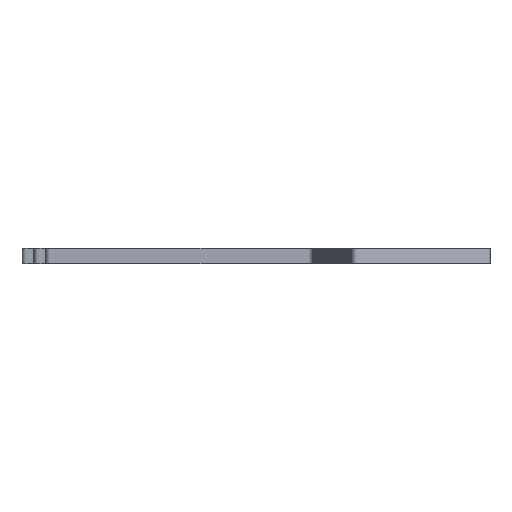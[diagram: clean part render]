
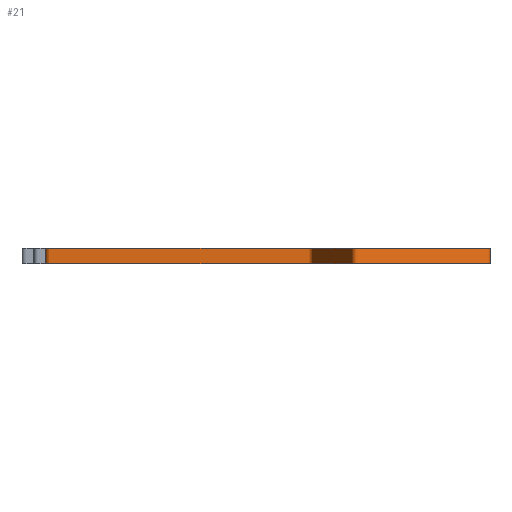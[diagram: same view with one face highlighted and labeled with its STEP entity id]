
A CAD part, left-side view. The second image highlights one B-rep face of the part: STEP entity #21.
In plain terms, the highlighted free-form (B-spline) face has degree [1, 2] with [2, 27] control points.
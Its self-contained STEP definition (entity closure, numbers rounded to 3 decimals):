
#21=ADVANCED_FACE('',(#90),#704,.T.);
#90=FACE_OUTER_BOUND('',#159,.T.);
#159=EDGE_LOOP('',(#276,#277,#278,#279));
#276=ORIENTED_EDGE('',*,*,#426,.F.);
#277=ORIENTED_EDGE('',*,*,#425,.T.);
#278=ORIENTED_EDGE('',*,*,#414,.T.);
#279=ORIENTED_EDGE('',*,*,#424,.F.);
#414=EDGE_CURVE('',#649,#614,#507,.T.);
#424=EDGE_CURVE('',#613,#614,#517,.T.);
#425=EDGE_CURVE('',#648,#649,#518,.T.);
#426=EDGE_CURVE('',#648,#613,#519,.T.);
#507=(
BOUNDED_CURVE()
B_SPLINE_CURVE(1,(#3676,#3677),.UNSPECIFIED.,.F.,.F.)
B_SPLINE_CURVE_WITH_KNOTS((2,2),(-1.,0.),.UNSPECIFIED.)
CURVE()
GEOMETRIC_REPRESENTATION_ITEM()
RATIONAL_B_SPLINE_CURVE((1.,1.))
REPRESENTATION_ITEM('')
);
#517=(
BOUNDED_CURVE()
B_SPLINE_CURVE(2,(#3734,#3735,#3736,#3737,#3738,#3739,#3740,#3741,#3742,
#3743,#3744,#3745,#3746,#3747,#3748,#3749,#3750,#3751,#3752,#3753,#3754,
#3755,#3756,#3757,#3758,#3759,#3760),.UNSPECIFIED.,.F.,.F.)
B_SPLINE_CURVE_WITH_KNOTS((3,2,2,2,2,2,2,2,2,2,2,2,2,3),(-125.141,
-119.023,-118.417,-100.852,-100.457,
-93.824,-93.217,-83.585,-82.979,
-76.653,-76.558,-63.88,-63.569,
-57.274),.UNSPECIFIED.)
CURVE()
GEOMETRIC_REPRESENTATION_ITEM()
RATIONAL_B_SPLINE_CURVE((1.,1.,1.,0.707,1.,1.,1.,0.838,
1.,1.,1.,0.707,1.,1.,1.,0.707,1.,1.,1.,0.988,
1.,1.,1.,0.89,1.,1.,1.))
REPRESENTATION_ITEM('')
);
#518=(
BOUNDED_CURVE()
B_SPLINE_CURVE(2,(#3761,#3762,#3763,#3764,#3765,#3766,#3767,#3768,#3769,
#3770,#3771,#3772,#3773,#3774,#3775,#3776,#3777,#3778,#3779,#3780,#3781,
#3782,#3783,#3784,#3785,#3786,#3787),.UNSPECIFIED.,.F.,.F.)
B_SPLINE_CURVE_WITH_KNOTS((3,2,2,2,2,2,2,2,2,2,2,2,2,3),(-125.141,
-119.023,-118.417,-100.852,-100.457,
-93.824,-93.217,-83.585,-82.979,
-76.653,-76.558,-63.88,-63.569,
-57.274),.UNSPECIFIED.)
CURVE()
GEOMETRIC_REPRESENTATION_ITEM()
RATIONAL_B_SPLINE_CURVE((1.,1.,1.,0.707,1.,1.,1.,0.838,
1.,1.,1.,0.707,1.,1.,1.,0.707,1.,1.,1.,0.988,
1.,1.,1.,0.89,1.,1.,1.))
REPRESENTATION_ITEM('')
);
#519=(
BOUNDED_CURVE()
B_SPLINE_CURVE(1,(#3788,#3789),.UNSPECIFIED.,.F.,.F.)
B_SPLINE_CURVE_WITH_KNOTS((2,2),(-1.,0.),.UNSPECIFIED.)
CURVE()
GEOMETRIC_REPRESENTATION_ITEM()
RATIONAL_B_SPLINE_CURVE((1.,1.))
REPRESENTATION_ITEM('')
);
#613=VERTEX_POINT('',#3549);
#614=VERTEX_POINT('',#3550);
#648=VERTEX_POINT('',#3584);
#649=VERTEX_POINT('',#3585);
#704=(
BOUNDED_SURFACE()
B_SPLINE_SURFACE(1,2,((#837,#838,#839,#840,#841,#842,#843,#844,#845,#846,
#847,#848,#849,#850,#851,#852,#853,#854,#855,#856,#857,#858,#859,#860,#861,
#862,#863),(#864,#865,#866,#867,#868,#869,#870,#871,#872,#873,#874,#875,
#876,#877,#878,#879,#880,#881,#882,#883,#884,#885,#886,#887,#888,#889,#890)),
 .UNSPECIFIED.,.F.,.F.,.F.)
B_SPLINE_SURFACE_WITH_KNOTS((2,2),(3,2,2,2,2,2,2,2,2,2,2,2,2,3),(0.,1.),
(-125.141,-119.023,-118.417,-100.852,
-100.457,-93.824,-93.217,-83.585,
-82.979,-76.653,-76.558,-63.88,
-63.569,-57.274),.UNSPECIFIED.)
GEOMETRIC_REPRESENTATION_ITEM()
RATIONAL_B_SPLINE_SURFACE(((1.,1.,1.,0.707,1.,1.,1.,0.838,
1.,1.,1.,0.707,1.,1.,1.,0.707,1.,1.,1.,0.988,
1.,1.,1.,0.89,1.,1.,1.),(1.,1.,1.,0.707,1.,1.,
1.,0.838,1.,1.,1.,0.707,1.,1.,1.,0.707,
1.,1.,1.,0.988,1.,1.,1.,0.89,1.,1.,1.)))
REPRESENTATION_ITEM('')
SURFACE()
);
#837=CARTESIAN_POINT('',(308.752,132.385,9.28));
#838=CARTESIAN_POINT('',(299.677,132.385,9.28));
#839=CARTESIAN_POINT('',(290.602,132.385,9.28));
#840=CARTESIAN_POINT('',(289.702,132.385,9.28));
#841=CARTESIAN_POINT('',(289.702,131.485,9.28));
#842=CARTESIAN_POINT('',(289.702,105.43,9.28));
#843=CARTESIAN_POINT('',(289.702,79.375,9.28));
#844=CARTESIAN_POINT('',(289.702,78.789,9.28));
#845=CARTESIAN_POINT('',(289.166,78.552,9.28));
#846=CARTESIAN_POINT('',(280.169,74.569,9.28));
#847=CARTESIAN_POINT('',(271.172,70.585,9.28));
#848=CARTESIAN_POINT('',(270.349,70.221,9.28));
#849=CARTESIAN_POINT('',(270.713,69.398,9.28));
#850=CARTESIAN_POINT('',(276.497,56.333,9.28));
#851=CARTESIAN_POINT('',(282.281,43.269,9.28));
#852=CARTESIAN_POINT('',(282.645,42.446,9.28));
#853=CARTESIAN_POINT('',(283.468,42.81,9.28));
#854=CARTESIAN_POINT('',(292.048,46.609,9.28));
#855=CARTESIAN_POINT('',(300.628,50.408,9.28));
#856=CARTESIAN_POINT('',(300.758,50.465,9.28));
#857=CARTESIAN_POINT('',(300.899,50.48,9.28));
#858=CARTESIAN_POINT('',(319.602,52.436,9.28));
#859=CARTESIAN_POINT('',(338.305,54.392,9.28));
#860=CARTESIAN_POINT('',(338.764,54.44,9.28));
#861=CARTESIAN_POINT('',(338.992,54.84,9.28));
#862=CARTESIAN_POINT('',(343.625,62.948,9.28));
#863=CARTESIAN_POINT('',(348.258,71.055,9.28));
#864=CARTESIAN_POINT('',(308.752,132.385,6.13));
#865=CARTESIAN_POINT('',(299.677,132.385,6.13));
#866=CARTESIAN_POINT('',(290.602,132.385,6.13));
#867=CARTESIAN_POINT('',(289.702,132.385,6.13));
#868=CARTESIAN_POINT('',(289.702,131.485,6.13));
#869=CARTESIAN_POINT('',(289.702,105.43,6.13));
#870=CARTESIAN_POINT('',(289.702,79.375,6.13));
#871=CARTESIAN_POINT('',(289.702,78.789,6.13));
#872=CARTESIAN_POINT('',(289.166,78.552,6.13));
#873=CARTESIAN_POINT('',(280.169,74.569,6.13));
#874=CARTESIAN_POINT('',(271.172,70.585,6.13));
#875=CARTESIAN_POINT('',(270.349,70.221,6.13));
#876=CARTESIAN_POINT('',(270.713,69.398,6.13));
#877=CARTESIAN_POINT('',(276.497,56.333,6.13));
#878=CARTESIAN_POINT('',(282.281,43.269,6.13));
#879=CARTESIAN_POINT('',(282.645,42.446,6.13));
#880=CARTESIAN_POINT('',(283.468,42.81,6.13));
#881=CARTESIAN_POINT('',(292.048,46.609,6.13));
#882=CARTESIAN_POINT('',(300.628,50.408,6.13));
#883=CARTESIAN_POINT('',(300.758,50.465,6.13));
#884=CARTESIAN_POINT('',(300.899,50.48,6.13));
#885=CARTESIAN_POINT('',(319.602,52.436,6.13));
#886=CARTESIAN_POINT('',(338.305,54.392,6.13));
#887=CARTESIAN_POINT('',(338.764,54.44,6.13));
#888=CARTESIAN_POINT('',(338.992,54.84,6.13));
#889=CARTESIAN_POINT('',(343.625,62.948,6.13));
#890=CARTESIAN_POINT('',(348.258,71.055,6.13));
#3549=CARTESIAN_POINT('',(308.752,132.385,9.28));
#3550=CARTESIAN_POINT('',(348.258,71.055,9.28));
#3584=CARTESIAN_POINT('',(308.752,132.385,6.13));
#3585=CARTESIAN_POINT('',(348.258,71.055,6.13));
#3676=CARTESIAN_POINT('',(348.258,71.055,6.13));
#3677=CARTESIAN_POINT('',(348.258,71.055,9.28));
#3734=CARTESIAN_POINT('',(308.752,132.385,9.28));
#3735=CARTESIAN_POINT('',(299.677,132.385,9.28));
#3736=CARTESIAN_POINT('',(290.602,132.385,9.28));
#3737=CARTESIAN_POINT('',(289.702,132.385,9.28));
#3738=CARTESIAN_POINT('',(289.702,131.485,9.28));
#3739=CARTESIAN_POINT('',(289.702,105.43,9.28));
#3740=CARTESIAN_POINT('',(289.702,79.375,9.28));
#3741=CARTESIAN_POINT('',(289.702,78.789,9.28));
#3742=CARTESIAN_POINT('',(289.166,78.552,9.28));
#3743=CARTESIAN_POINT('',(280.169,74.569,9.28));
#3744=CARTESIAN_POINT('',(271.172,70.585,9.28));
#3745=CARTESIAN_POINT('',(270.349,70.221,9.28));
#3746=CARTESIAN_POINT('',(270.713,69.398,9.28));
#3747=CARTESIAN_POINT('',(276.497,56.333,9.28));
#3748=CARTESIAN_POINT('',(282.281,43.269,9.28));
#3749=CARTESIAN_POINT('',(282.645,42.446,9.28));
#3750=CARTESIAN_POINT('',(283.468,42.81,9.28));
#3751=CARTESIAN_POINT('',(292.048,46.609,9.28));
#3752=CARTESIAN_POINT('',(300.628,50.408,9.28));
#3753=CARTESIAN_POINT('',(300.758,50.465,9.28));
#3754=CARTESIAN_POINT('',(300.899,50.48,9.28));
#3755=CARTESIAN_POINT('',(319.602,52.436,9.28));
#3756=CARTESIAN_POINT('',(338.305,54.392,9.28));
#3757=CARTESIAN_POINT('',(338.764,54.44,9.28));
#3758=CARTESIAN_POINT('',(338.992,54.84,9.28));
#3759=CARTESIAN_POINT('',(343.625,62.948,9.28));
#3760=CARTESIAN_POINT('',(348.258,71.055,9.28));
#3761=CARTESIAN_POINT('',(308.752,132.385,6.13));
#3762=CARTESIAN_POINT('',(299.677,132.385,6.13));
#3763=CARTESIAN_POINT('',(290.602,132.385,6.13));
#3764=CARTESIAN_POINT('',(289.702,132.385,6.13));
#3765=CARTESIAN_POINT('',(289.702,131.485,6.13));
#3766=CARTESIAN_POINT('',(289.702,105.43,6.13));
#3767=CARTESIAN_POINT('',(289.702,79.375,6.13));
#3768=CARTESIAN_POINT('',(289.702,78.789,6.13));
#3769=CARTESIAN_POINT('',(289.166,78.552,6.13));
#3770=CARTESIAN_POINT('',(280.169,74.569,6.13));
#3771=CARTESIAN_POINT('',(271.172,70.585,6.13));
#3772=CARTESIAN_POINT('',(270.349,70.221,6.13));
#3773=CARTESIAN_POINT('',(270.713,69.398,6.13));
#3774=CARTESIAN_POINT('',(276.497,56.333,6.13));
#3775=CARTESIAN_POINT('',(282.281,43.269,6.13));
#3776=CARTESIAN_POINT('',(282.645,42.446,6.13));
#3777=CARTESIAN_POINT('',(283.468,42.81,6.13));
#3778=CARTESIAN_POINT('',(292.048,46.609,6.13));
#3779=CARTESIAN_POINT('',(300.628,50.408,6.13));
#3780=CARTESIAN_POINT('',(300.758,50.465,6.13));
#3781=CARTESIAN_POINT('',(300.899,50.48,6.13));
#3782=CARTESIAN_POINT('',(319.602,52.436,6.13));
#3783=CARTESIAN_POINT('',(338.305,54.392,6.13));
#3784=CARTESIAN_POINT('',(338.764,54.44,6.13));
#3785=CARTESIAN_POINT('',(338.992,54.84,6.13));
#3786=CARTESIAN_POINT('',(343.625,62.948,6.13));
#3787=CARTESIAN_POINT('',(348.258,71.055,6.13));
#3788=CARTESIAN_POINT('',(308.752,132.385,6.13));
#3789=CARTESIAN_POINT('',(308.752,132.385,9.28));
